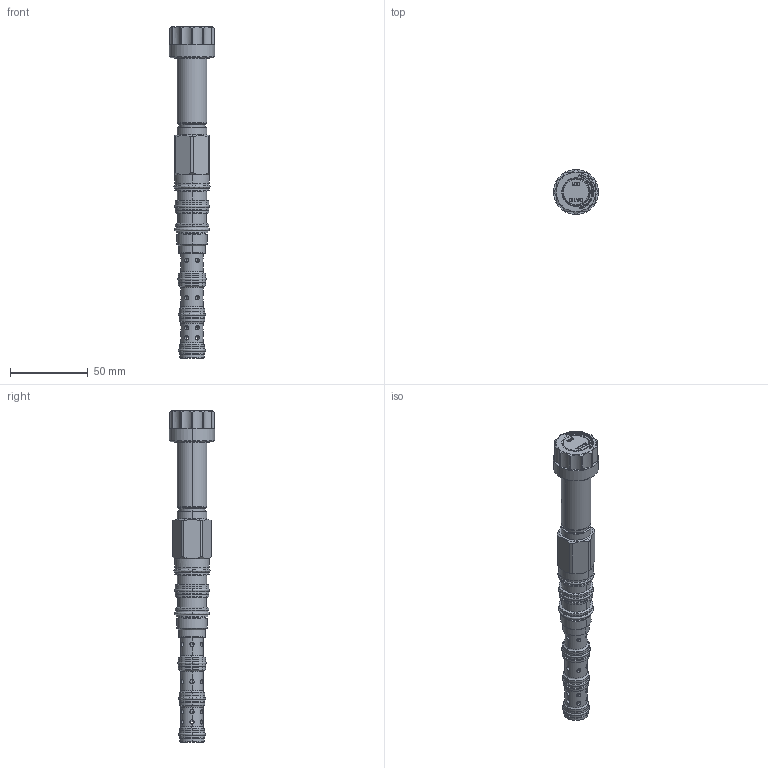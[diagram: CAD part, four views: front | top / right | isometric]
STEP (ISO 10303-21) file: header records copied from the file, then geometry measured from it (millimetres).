
FILE_DESCRIPTION((''),'2;1');
FILE_NAME('DNDY-XXN_PRT','2015-04-22T',('Administrator'),(''),'PRO/ENGINEER BY PARAMETRIC TECHNOLOGY CORPORATION, 2006240','PRO/ENGINEER BY PARAMETRIC TECHNOLOGY CORPORATION, 2006240','');
FILE_SCHEMA(('CONFIG_CONTROL_DESIGN'));
Length unit declared in the file: inch
Products named in the file (1): DNDY-XXN_PRT
Bounding box: 29.21 x 29.21 x 214.17 mm (x, y, z)
Volume: 53288.8 mm3; surface area: 30577.2 mm2
Topology: 8 solids, 10 shells, 1209 faces, 3041 edges, 1938 vertices
Faces by surface type: plane 699, cylinder 281, torus 136, cone 63, revolution 26, bspline 4
Entity records: 41193 total; most frequent: CARTESIAN_POINT 11844, ORIENTED_EDGE 6082, DIRECTION 5990, EDGE_CURVE 3041, VECTOR 2034, LINE 2034, AXIS2_PLACEMENT_3D 1965, VERTEX_POINT 1938
